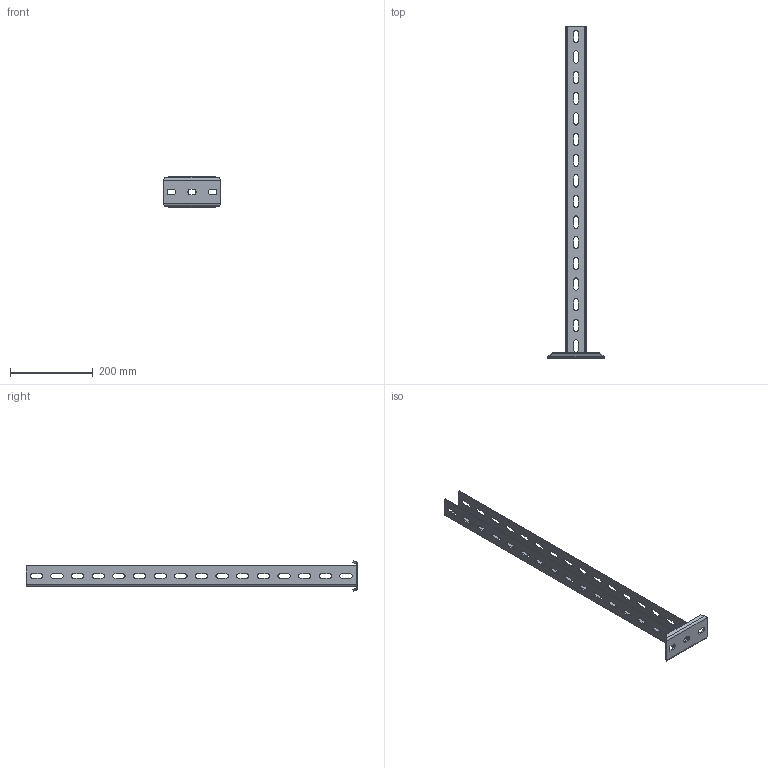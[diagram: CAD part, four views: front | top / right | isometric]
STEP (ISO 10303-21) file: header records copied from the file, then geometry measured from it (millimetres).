
FILE_DESCRIPTION((''),'2;1');
FILE_NAME('6341616_ASM','2012-07-24T',('AndreasKeweloh'),(''),'PRO/ENGINEER BY PARAMETRIC TECHNOLOGY CORPORATION, 2012130','PRO/ENGINEER BY PARAMETRIC TECHNOLOGY CORPORATION, 2012130','');
FILE_SCHEMA(('CONFIG_CONTROL_DESIGN'));
Length unit declared in the file: millimetre
Products named in the file (3): KOPFPLATTE_US5K; 6340962; 6341616_ASM
Assembly tree (2 placements, depth 2):
  6341616_ASM
    KOPFPLATTE_US5K
    6340962
Bounding box: 140 x 804 x 74.73 mm (x, y, z)
Volume: 290789.4 mm3; surface area: 235809.4 mm2
Topology: 2 solids, 2 shells, 240 faces, 692 edges, 456 vertices
Faces by surface type: plane 126, cylinder 110, bspline 4
Entity records: 8314 total; most frequent: CARTESIAN_POINT 1543, ORIENTED_EDGE 1384, DIRECTION 1378, EDGE_CURVE 692, VECTOR 472, LINE 472, VERTEX_POINT 456, AXIS2_PLACEMENT_3D 453
